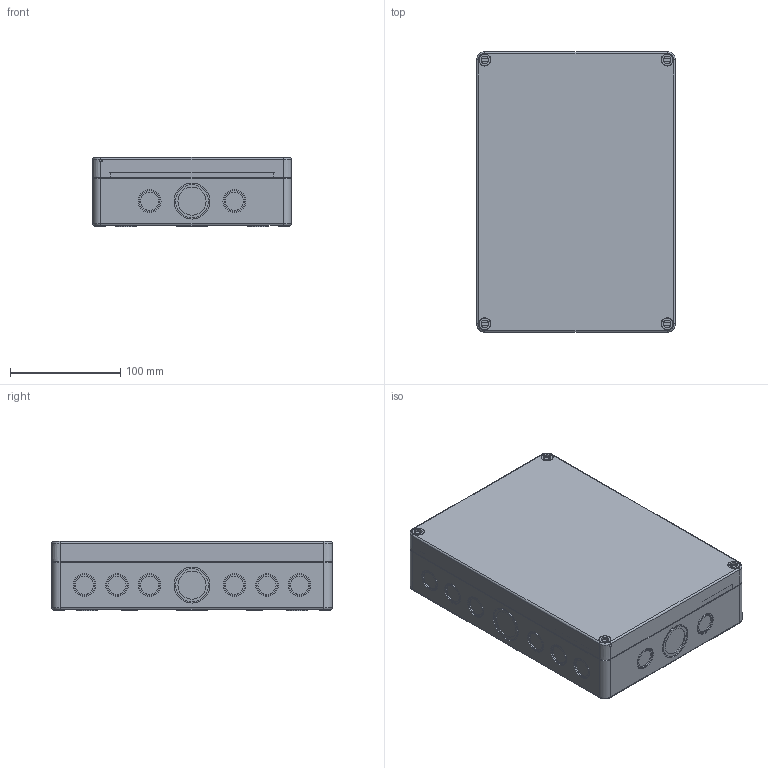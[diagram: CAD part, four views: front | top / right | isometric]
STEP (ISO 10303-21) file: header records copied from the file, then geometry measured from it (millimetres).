
FILE_DESCRIPTION (( 'STEP AP203' ), '1' );
FILE_NAME ('60182505.step', '2014-12-03T15:00:50', ( 'Windows-Benutzer' ), ( '' ), 'SwSTEP 2.0', 'SolidWorks 2014', '' );
FILE_SCHEMA (( 'CONFIG_CONTROL_DESIGN' ));
Length unit declared in the file: millimetre
Products named in the file (4): Kasten_TK2518-f-m60182505; Deckel_TK2518-960182505; Schraube_TK34mm-grau60182505; 60182505
Assembly tree (6 placements, depth 2):
  60182505
    Kasten_TK2518-f-m60182505
    Deckel_TK2518-960182505
    Schraube_TK34mm-grau60182505  x4
Bounding box: 180 x 254 x 62.5 mm (x, y, z)
Volume: 470051.6 mm3; surface area: 313984.5 mm2
Topology: 6 solids, 6 shells, 969 faces, 2360 edges, 1548 vertices
Faces by surface type: plane 479, cylinder 414, cone 60, torus 16
Entity records: 25386 total; most frequent: DIRECTION 4576, CARTESIAN_POINT 4364, ORIENTED_EDGE 4060, EDGE_CURVE 2030, AXIS2_PLACEMENT_3D 1724, VERTEX_POINT 1332, LINE 1128, VECTOR 1128
